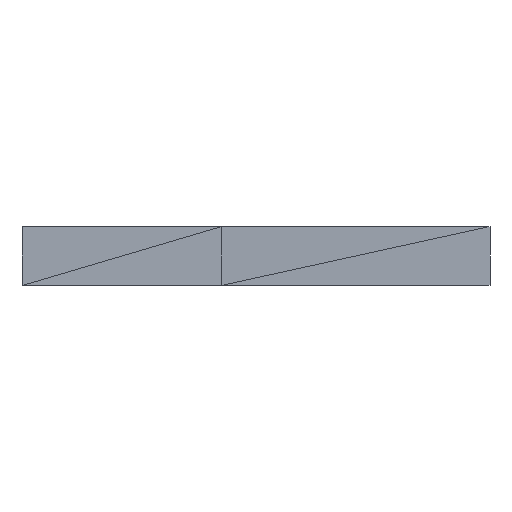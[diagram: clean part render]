
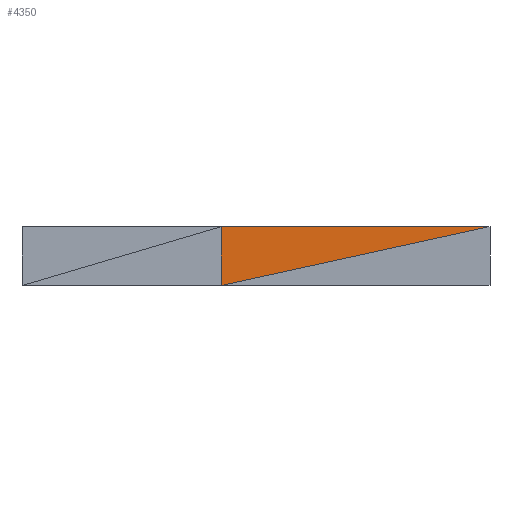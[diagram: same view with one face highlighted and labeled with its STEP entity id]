
A CAD part, front view. The second image highlights one B-rep face of the part: STEP entity #4350.
In plain terms, the highlighted planar face has unit normal (0, -1, 0).
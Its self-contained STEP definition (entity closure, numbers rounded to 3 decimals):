
#1736 = VERTEX_POINT('',#1737);
#1737 = CARTESIAN_POINT('',(47.1,-17.6,233.75));
#3039 = PLANE('',#3040);
#3040 = AXIS2_PLACEMENT_3D('',#3041,#3042,#3043);
#3041 = CARTESIAN_POINT('',(19.9,-13.35,233.75));
#3042 = DIRECTION('',(0.,-0.,-1.));
#3043 = DIRECTION('',(-1.,0.,-0.));
#3080 = VERTEX_POINT('',#3081);
#3081 = CARTESIAN_POINT('',(12.9,-17.6,233.75));
#3106 = EDGE_CURVE('',#3080,#1736,#3107,.T.);
#3107 = SURFACE_CURVE('',#3108,(#3112,#3119),.PCURVE_S1.);
#3108 = LINE('',#3109,#3110);
#3109 = CARTESIAN_POINT('',(12.9,-17.6,233.75));
#3110 = VECTOR('',#3111,1.);
#3111 = DIRECTION('',(1.,0.,0.));
#3112 = PCURVE('',#3039,#3113);
#3113 = DEFINITIONAL_REPRESENTATION('',(#3114),#3118);
#3114 = LINE('',#3115,#3116);
#3115 = CARTESIAN_POINT('',(7.,-4.25));
#3116 = VECTOR('',#3117,1.);
#3117 = DIRECTION('',(-1.,0.));
#3118 = ( GEOMETRIC_REPRESENTATION_CONTEXT(2) 
PARAMETRIC_REPRESENTATION_CONTEXT() REPRESENTATION_CONTEXT('2D SPACE',''
  ) );
#3119 = PCURVE('',#3120,#3125);
#3120 = PLANE('',#3121);
#3121 = AXIS2_PLACEMENT_3D('',#3122,#3123,#3124);
#3122 = CARTESIAN_POINT('',(12.9,-17.6,226.25));
#3123 = DIRECTION('',(0.,1.,0.));
#3124 = DIRECTION('',(0.,-0.,1.));
#3125 = DEFINITIONAL_REPRESENTATION('',(#3126),#3129);
#3126 = B_SPLINE_CURVE_WITH_KNOTS('',1,(#3127,#3128),.UNSPECIFIED.,.F.,
  .F.,(2,2),(0.,34.2),.PIECEWISE_BEZIER_KNOTS.);
#3127 = CARTESIAN_POINT('',(7.5,0.));
#3128 = CARTESIAN_POINT('',(7.5,34.2));
#3129 = ( GEOMETRIC_REPRESENTATION_CONTEXT(2) 
PARAMETRIC_REPRESENTATION_CONTEXT() REPRESENTATION_CONTEXT('2D SPACE',''
  ) );
#3255 = PLANE('',#3256);
#3256 = AXIS2_PLACEMENT_3D('',#3257,#3258,#3259);
#3257 = CARTESIAN_POINT('',(12.9,-10.,233.75));
#3258 = DIRECTION('',(1.,0.,0.));
#3259 = DIRECTION('',(-0.,0.,1.));
#3271 = VERTEX_POINT('',#3272);
#3272 = CARTESIAN_POINT('',(12.9,-17.6,226.25));
#3353 = EDGE_CURVE('',#3271,#3080,#3354,.T.);
#3354 = SURFACE_CURVE('',#3355,(#3359,#3366),.PCURVE_S1.);
#3355 = LINE('',#3356,#3357);
#3356 = CARTESIAN_POINT('',(12.9,-17.6,226.25));
#3357 = VECTOR('',#3358,1.);
#3358 = DIRECTION('',(0.,0.,1.));
#3359 = PCURVE('',#3255,#3360);
#3360 = DEFINITIONAL_REPRESENTATION('',(#3361),#3365);
#3361 = LINE('',#3362,#3363);
#3362 = CARTESIAN_POINT('',(-7.5,7.6));
#3363 = VECTOR('',#3364,1.);
#3364 = DIRECTION('',(1.,0.));
#3365 = ( GEOMETRIC_REPRESENTATION_CONTEXT(2) 
PARAMETRIC_REPRESENTATION_CONTEXT() REPRESENTATION_CONTEXT('2D SPACE',''
  ) );
#3366 = PCURVE('',#3120,#3367);
#3367 = DEFINITIONAL_REPRESENTATION('',(#3368),#3371);
#3368 = B_SPLINE_CURVE_WITH_KNOTS('',1,(#3369,#3370),.UNSPECIFIED.,.F.,
  .F.,(2,2),(0.,7.5),.PIECEWISE_BEZIER_KNOTS.);
#3369 = CARTESIAN_POINT('',(0.,0.));
#3370 = CARTESIAN_POINT('',(7.5,0.));
#3371 = ( GEOMETRIC_REPRESENTATION_CONTEXT(2) 
PARAMETRIC_REPRESENTATION_CONTEXT() REPRESENTATION_CONTEXT('2D SPACE',''
  ) );
#3501 = PLANE('',#3502);
#3502 = AXIS2_PLACEMENT_3D('',#3503,#3504,#3505);
#3503 = CARTESIAN_POINT('',(47.1,-17.6,233.75));
#3504 = DIRECTION('',(0.,1.,0.));
#3505 = DIRECTION('',(0.,-0.,1.));
#4350 = ADVANCED_FACE('',(#4351),#3120,.F.);
#4351 = FACE_BOUND('',#4352,.T.);
#4352 = EDGE_LOOP('',(#4353,#4373,#4374));
#4353 = ORIENTED_EDGE('',*,*,#4354,.T.);
#4354 = EDGE_CURVE('',#3271,#1736,#4355,.T.);
#4355 = SURFACE_CURVE('',#4356,(#4360,#4367),.PCURVE_S1.);
#4356 = LINE('',#4357,#4358);
#4357 = CARTESIAN_POINT('',(12.9,-17.6,226.25));
#4358 = VECTOR('',#4359,1.);
#4359 = DIRECTION('',(0.977,0.,0.214));
#4360 = PCURVE('',#3120,#4361);
#4361 = DEFINITIONAL_REPRESENTATION('',(#4362),#4366);
#4362 = LINE('',#4363,#4364);
#4363 = CARTESIAN_POINT('',(0.,0.));
#4364 = VECTOR('',#4365,1.);
#4365 = DIRECTION('',(0.214,0.977));
#4366 = ( GEOMETRIC_REPRESENTATION_CONTEXT(2) 
PARAMETRIC_REPRESENTATION_CONTEXT() REPRESENTATION_CONTEXT('2D SPACE',''
  ) );
#4367 = PCURVE('',#3501,#4368);
#4368 = DEFINITIONAL_REPRESENTATION('',(#4369),#4372);
#4369 = B_SPLINE_CURVE_WITH_KNOTS('',1,(#4370,#4371),.UNSPECIFIED.,.F.,
  .F.,(2,2),(0.,35.013),.PIECEWISE_BEZIER_KNOTS.);
#4370 = CARTESIAN_POINT('',(-7.5,-34.2));
#4371 = CARTESIAN_POINT('',(0.,0.));
#4372 = ( GEOMETRIC_REPRESENTATION_CONTEXT(2) 
PARAMETRIC_REPRESENTATION_CONTEXT() REPRESENTATION_CONTEXT('2D SPACE',''
  ) );
#4373 = ORIENTED_EDGE('',*,*,#3106,.F.);
#4374 = ORIENTED_EDGE('',*,*,#3353,.F.);
